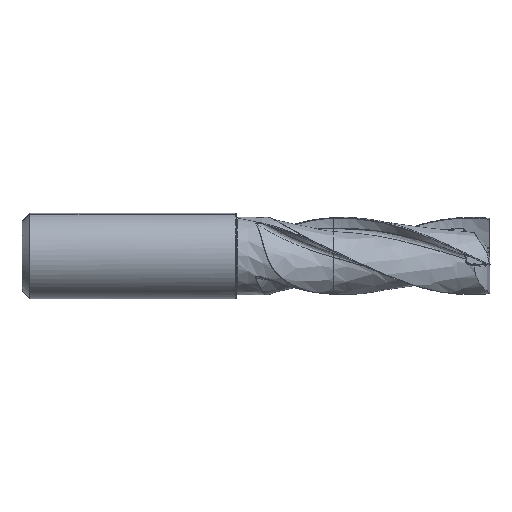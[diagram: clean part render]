
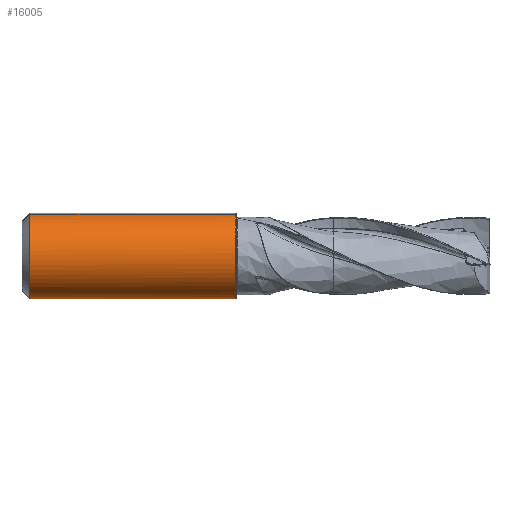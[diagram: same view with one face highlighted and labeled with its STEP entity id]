
A CAD part, left-side view. The second image highlights one B-rep face of the part: STEP entity #16005.
In plain terms, the highlighted free-form (B-spline) face has degree [2, 1] with [5, 2] control points.
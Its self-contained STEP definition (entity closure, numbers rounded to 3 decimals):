
#16005 = ADVANCED_FACE('',(#16006),#16068,.T.);
#16006 = FACE_BOUND('',#16007,.T.);
#16007 = EDGE_LOOP('',(#16008,#16033,#16040,#16063));
#16008 = ORIENTED_EDGE('',*,*,#16009,.F.);
#16009 = EDGE_CURVE('',#16010,#16012,#16014,.T.);
#16010 = VERTEX_POINT('',#16011);
#16011 = CARTESIAN_POINT('',(-4.057,173.081,
    15.616));
#16012 = VERTEX_POINT('',#16013);
#16013 = CARTESIAN_POINT('',(4.057,173.081,
    -15.616));
#16014 = B_SPLINE_CURVE_WITH_KNOTS('',3,(#16015,#16016,#16017,#16018,
    #16019,#16020,#16021,#16022,#16023,#16024,#16025,#16026,#16027,
    #16028,#16029,#16030,#16031,#16032),.UNSPECIFIED.,.F.,.F.,(4,2,2,2,2
    ,2,2,2,4),(0.,0.125,0.25,0.375,0.5,0.625,0.75,0.875,1.),
  .UNSPECIFIED.);
#16015 = CARTESIAN_POINT('',(-4.057,173.081,
    15.616));
#16016 = CARTESIAN_POINT('',(-6.101,173.081,
    15.085));
#16017 = CARTESIAN_POINT('',(-8.039,173.081,
    14.148));
#16018 = CARTESIAN_POINT('',(-11.41,173.081,
    11.602));
#16019 = CARTESIAN_POINT('',(-12.841,173.081,
    9.994));
#16020 = CARTESIAN_POINT('',(-14.981,173.081,
    6.352));
#16021 = CARTESIAN_POINT('',(-15.689,173.081,
    4.319));
#16022 = CARTESIAN_POINT('',(-16.272,173.081,
    0.136));
#16023 = CARTESIAN_POINT('',(-16.147,173.081,
    -2.013));
#16024 = CARTESIAN_POINT('',(-15.085,173.081,
    -6.101));
#16025 = CARTESIAN_POINT('',(-14.148,173.081,
    -8.039));
#16026 = CARTESIAN_POINT('',(-11.602,173.081,
    -11.41));
#16027 = CARTESIAN_POINT('',(-9.994,173.081,
    -12.841));
#16028 = CARTESIAN_POINT('',(-6.352,173.081,
    -14.981));
#16029 = CARTESIAN_POINT('',(-4.319,173.081,
    -15.689));
#16030 = CARTESIAN_POINT('',(-0.136,173.081,
    -16.272));
#16031 = CARTESIAN_POINT('',(2.013,173.081,
    -16.147));
#16032 = CARTESIAN_POINT('',(4.057,173.081,
    -15.616));
#16033 = ORIENTED_EDGE('',*,*,#16034,.F.);
#16034 = EDGE_CURVE('',#16035,#16010,#16037,.T.);
#16035 = VERTEX_POINT('',#16036);
#16036 = CARTESIAN_POINT('',(-4.057,95.635,
    15.616));
#16037 = B_SPLINE_CURVE_WITH_KNOTS('',1,(#16038,#16039),.UNSPECIFIED.,
  .F.,.F.,(2,2),(0.,52.8),.PIECEWISE_BEZIER_KNOTS.);
#16038 = CARTESIAN_POINT('',(-4.057,95.635,
    15.616));
#16039 = CARTESIAN_POINT('',(-4.057,173.081,
    15.616));
#16040 = ORIENTED_EDGE('',*,*,#16041,.F.);
#16041 = EDGE_CURVE('',#16042,#16035,#16044,.T.);
#16042 = VERTEX_POINT('',#16043);
#16043 = CARTESIAN_POINT('',(4.057,95.635,
    -15.616));
#16044 = B_SPLINE_CURVE_WITH_KNOTS('',3,(#16045,#16046,#16047,#16048,
    #16049,#16050,#16051,#16052,#16053,#16054,#16055,#16056,#16057,
    #16058,#16059,#16060,#16061,#16062),.UNSPECIFIED.,.F.,.F.,(4,2,2,2,2
    ,2,2,2,4),(0.,0.125,0.25,0.375,0.5,0.625,0.75,0.875,1.),
  .UNSPECIFIED.);
#16045 = CARTESIAN_POINT('',(4.057,95.635,
    -15.616));
#16046 = CARTESIAN_POINT('',(2.013,95.635,
    -16.147));
#16047 = CARTESIAN_POINT('',(-0.136,95.635,
    -16.272));
#16048 = CARTESIAN_POINT('',(-4.319,95.635,
    -15.689));
#16049 = CARTESIAN_POINT('',(-6.352,95.635,
    -14.981));
#16050 = CARTESIAN_POINT('',(-9.994,95.635,
    -12.841));
#16051 = CARTESIAN_POINT('',(-11.602,95.635,
    -11.41));
#16052 = CARTESIAN_POINT('',(-14.148,95.635,
    -8.039));
#16053 = CARTESIAN_POINT('',(-15.085,95.635,
    -6.101));
#16054 = CARTESIAN_POINT('',(-16.147,95.635,
    -2.013));
#16055 = CARTESIAN_POINT('',(-16.272,95.635,
    0.136));
#16056 = CARTESIAN_POINT('',(-15.689,95.635,
    4.319));
#16057 = CARTESIAN_POINT('',(-14.981,95.635,
    6.352));
#16058 = CARTESIAN_POINT('',(-12.841,95.635,
    9.994));
#16059 = CARTESIAN_POINT('',(-11.41,95.635,
    11.602));
#16060 = CARTESIAN_POINT('',(-8.039,95.635,
    14.148));
#16061 = CARTESIAN_POINT('',(-6.101,95.635,
    15.085));
#16062 = CARTESIAN_POINT('',(-4.057,95.635,
    15.616));
#16063 = ORIENTED_EDGE('',*,*,#16064,.F.);
#16064 = EDGE_CURVE('',#16012,#16042,#16065,.T.);
#16065 = B_SPLINE_CURVE_WITH_KNOTS('',1,(#16066,#16067),.UNSPECIFIED.,
  .F.,.F.,(2,2),(0.,52.8),.PIECEWISE_BEZIER_KNOTS.);
#16066 = CARTESIAN_POINT('',(4.057,173.081,
    -15.616));
#16067 = CARTESIAN_POINT('',(4.057,95.635,
    -15.616));
#16068 = ( BOUNDED_SURFACE() B_SPLINE_SURFACE(2,1,(
    (#16069,#16070)
    ,(#16071,#16072)
    ,(#16073,#16074)
    ,(#16075,#16076)
    ,(#16077,#16078
)),.UNSPECIFIED.,.F.,.F.,.F.) B_SPLINE_SURFACE_WITH_KNOTS((3,2,3),(2,2),
  (0.,1.571,3.142),(0.,52.8),.PIECEWISE_BEZIER_KNOTS.) 
GEOMETRIC_REPRESENTATION_ITEM() RATIONAL_B_SPLINE_SURFACE((
    (1.,1.)
    ,(0.707,0.707)
    ,(1.,1.)
    ,(0.707,0.707)
,(1.,1.))) REPRESENTATION_ITEM('') SURFACE() );
#16069 = CARTESIAN_POINT('',(-4.057,95.635,
    15.616));
#16070 = CARTESIAN_POINT('',(-4.057,173.081,
    15.616));
#16071 = CARTESIAN_POINT('',(-19.674,95.635,
    11.559));
#16072 = CARTESIAN_POINT('',(-19.674,173.081,
    11.559));
#16073 = CARTESIAN_POINT('',(-15.616,95.635,
    -4.057));
#16074 = CARTESIAN_POINT('',(-15.616,173.081,
    -4.057));
#16075 = CARTESIAN_POINT('',(-11.559,95.635,
    -19.674));
#16076 = CARTESIAN_POINT('',(-11.559,173.081,
    -19.674));
#16077 = CARTESIAN_POINT('',(4.057,95.635,
    -15.616));
#16078 = CARTESIAN_POINT('',(4.057,173.081,
    -15.616));
